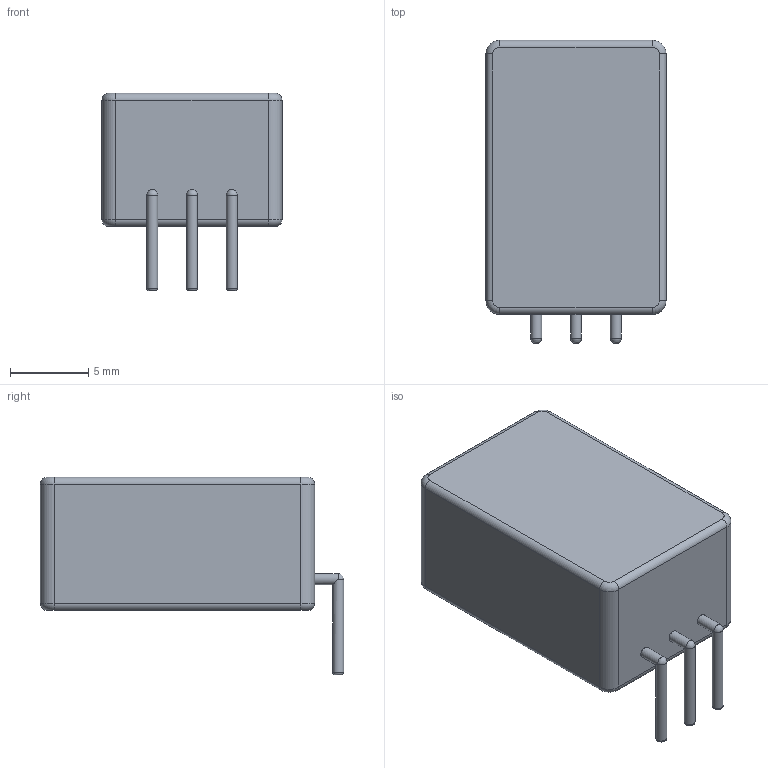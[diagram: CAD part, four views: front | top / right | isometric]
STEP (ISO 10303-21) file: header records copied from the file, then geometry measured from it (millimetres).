
FILE_DESCRIPTION(/* description */ ('model of Converter_DCDC_RECOM_R-78HB-0.5L_THT'),/* implementation_level */ '2;1');
FILE_NAME(/* name */ 'Converter_DCDC_RECOM_R-78HB-0.5L_THT.step',/* time_stamp */ '2018-05-03T18:28:54',/* author */ ('kicad StepUp','ksu'),/* organization */ ('FreeCAD'),/* preprocessor_version */ 'OCC',/* originating_system */ 'kicad StepUp',/* authorisation */ '');
FILE_SCHEMA(('AUTOMOTIVE_DESIGN { 1 0 10303 214 1 1 1 1 }'));
Length unit declared in the file: millimetre
Products named in the file (1): Converter_DCDC_RECOM_R_78HB_05L_THT
Bounding box: 11.5 x 19.35 x 12.6 mm (x, y, z)
Volume: 1709.2 mm3; surface area: 909.4 mm2
Topology: 1 solids, 1 shells, 41 faces, 89 edges, 50 vertices
Faces by surface type: cylinder 18, torus 11, plane 9, sphere 3
Full cylindrical faces by diameter (mm): 0.7 x6
Entity records: 845 total; most frequent: ORIENTED_EDGE 137, CARTESIAN_POINT 123, AXIS2_PLACEMENT_3D 91, EDGE_CURVE 86, CIRCLE 53, VERTEX_POINT 50, FACE_BOUND 44, EDGE_LOOP 44
